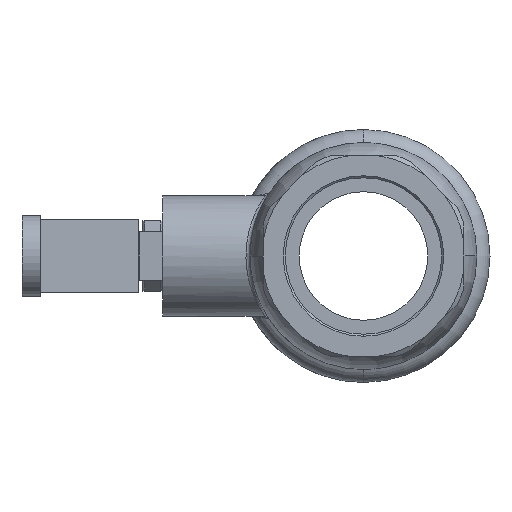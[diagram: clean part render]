
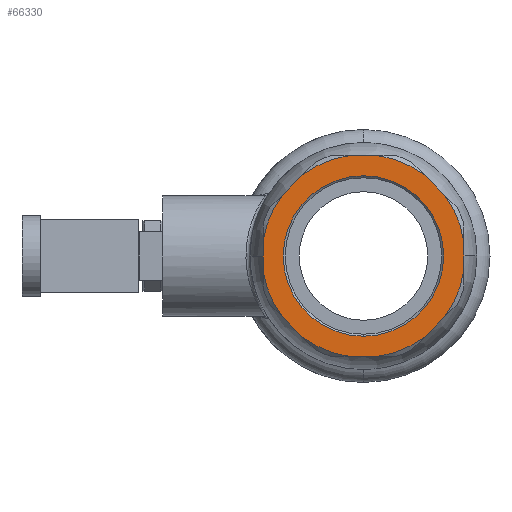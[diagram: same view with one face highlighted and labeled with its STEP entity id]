
A CAD part, left-side view. The second image highlights one B-rep face of the part: STEP entity #66330.
In plain terms, the highlighted face is planar.
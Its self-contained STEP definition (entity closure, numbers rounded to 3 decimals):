
#54730=CARTESIAN_POINT('',(-20.184,-47.5,15.171));
#54740=VERTEX_POINT('',#54730);
#54770=CARTESIAN_POINT('',(0.,-47.5,0.));
#54780=DIRECTION('',(0.,1.,0.));
#54790=DIRECTION('',(0.,0.,1.));
#54800=AXIS2_PLACEMENT_3D('',#54770,#54780,#54790);
#54810=CIRCLE('',#54800,25.25);
#54820=CARTESIAN_POINT('',(-25.,-47.5,3.544));
#54830=VERTEX_POINT('',#54820);
#54840=EDGE_CURVE('',#54830,#54740,#54810,.T.);
#62390=CARTESIAN_POINT('',(-20.184,-47.5,-15.171));
#62400=VERTEX_POINT('',#62390);
#62430=CARTESIAN_POINT('',(-25.,-47.5,-10.355));
#62440=DIRECTION('',(0.707,0.,-0.707));
#62450=VECTOR('',#62440,1000.);
#62460=LINE('',#62430,#62450);
#62470=CARTESIAN_POINT('',(-15.171,-47.5,-20.184));
#62480=VERTEX_POINT('',#62470);
#62490=EDGE_CURVE('',#62400,#62480,#62460,.T.);
#64570=CARTESIAN_POINT('',(-25.,-47.5,10.355));
#64580=DIRECTION('',(0.,0.,-1.));
#64590=VECTOR('',#64580,1000.);
#64600=LINE('',#64570,#64590);
#64610=CARTESIAN_POINT('',(-25.,-47.5,-3.544));
#64620=VERTEX_POINT('',#64610);
#64630=EDGE_CURVE('',#54830,#64620,#64600,.T.);
#64970=CARTESIAN_POINT('',(0.,-47.5,0.));
#64980=DIRECTION('',(0.,1.,0.));
#64990=DIRECTION('',(0.,0.,1.));
#65000=AXIS2_PLACEMENT_3D('',#64970,#64980,#64990);
#65010=PLANE('',#65000);
#65020=CARTESIAN_POINT('',(0.,-47.5,
0.));
#65030=DIRECTION('',(0.,1.,0.));
#65040=DIRECTION('',(0.,0.,1.));
#65050=AXIS2_PLACEMENT_3D('',#65020,#65030,#65040);
#65060=CIRCLE('',#65050,19.976);
#65070=CARTESIAN_POINT('',(19.976,-47.5,0.));
#65080=VERTEX_POINT('',#65070);
#65090=CARTESIAN_POINT('',(-19.976,-47.5,0.));
#65100=VERTEX_POINT('',#65090);
#65110=EDGE_CURVE('',#65080,#65100,#65060,.T.);
#65120=ORIENTED_EDGE('',*,*,#65110,.T.);
#65130=CARTESIAN_POINT('',(0.,-47.5,19.976));
#65140=VERTEX_POINT('',#65130);
#65150=EDGE_CURVE('',#65140,#65080,#65060,.T.);
#65160=ORIENTED_EDGE('',*,*,#65150,.T.);
#65170=EDGE_CURVE('',#65100,#65140,#65060,.T.);
#65180=ORIENTED_EDGE('',*,*,#65170,.T.);
#65190=EDGE_LOOP('',(#65180,#65160,#65120));
#65200=FACE_BOUND('',#65190,.T.);
#65210=CARTESIAN_POINT('',(0.,-47.5,0.));
#65220=DIRECTION('',(0.,1.,0.));
#65230=DIRECTION('',(0.,0.,1.));
#65240=AXIS2_PLACEMENT_3D('',#65210,#65220,#65230);
#65250=CIRCLE('',#65240,25.25);
#65260=CARTESIAN_POINT('',(20.184,-47.5,15.171));
#65270=VERTEX_POINT('',#65260);
#65280=CARTESIAN_POINT('',(25.,-47.5,3.544));
#65290=VERTEX_POINT('',#65280);
#65300=EDGE_CURVE('',#65270,#65290,#65250,.T.);
#65310=ORIENTED_EDGE('',*,*,#65300,.F.);
#65320=CARTESIAN_POINT('',(25.,-47.5,-10.355));
#65330=DIRECTION('',(0.,0.,1.));
#65340=VECTOR('',#65330,1000.);
#65350=LINE('',#65320,#65340);
#65360=CARTESIAN_POINT('',(25.,-47.5,-3.544));
#65370=VERTEX_POINT('',#65360);
#65380=EDGE_CURVE('',#65370,#65290,#65350,.T.);
#65390=ORIENTED_EDGE('',*,*,#65380,.T.);
#65400=CARTESIAN_POINT('',(0.,-47.5,0.));
#65410=DIRECTION('',(0.,1.,0.));
#65420=DIRECTION('',(0.,0.,1.));
#65430=AXIS2_PLACEMENT_3D('',#65400,#65410,#65420);
#65440=CIRCLE('',#65430,25.25);
#65450=CARTESIAN_POINT('',(20.184,-47.5,-15.171));
#65460=VERTEX_POINT('',#65450);
#65470=EDGE_CURVE('',#65370,#65460,#65440,.T.);
#65480=ORIENTED_EDGE('',*,*,#65470,.F.);
#65490=CARTESIAN_POINT('',(10.355,-47.5,-25.));
#65500=DIRECTION('',(0.707,0.,0.707));
#65510=VECTOR('',#65500,1000.);
#65520=LINE('',#65490,#65510);
#65530=CARTESIAN_POINT('',(15.171,-47.5,-20.184));
#65540=VERTEX_POINT('',#65530);
#65550=EDGE_CURVE('',#65540,#65460,#65520,.T.);
#65560=ORIENTED_EDGE('',*,*,#65550,.T.);
#65570=CARTESIAN_POINT('',(0.,-47.5,0.));
#65580=DIRECTION('',(0.,1.,0.));
#65590=DIRECTION('',(0.,0.,1.));
#65600=AXIS2_PLACEMENT_3D('',#65570,#65580,#65590);
#65610=CIRCLE('',#65600,25.25);
#65620=CARTESIAN_POINT('',(3.544,-47.5,-25.));
#65630=VERTEX_POINT('',#65620);
#65640=EDGE_CURVE('',#65540,#65630,#65610,.T.);
#65650=ORIENTED_EDGE('',*,*,#65640,.F.);
#65660=CARTESIAN_POINT('',(-10.355,-47.5,-25.));
#65670=DIRECTION('',(1.,0.,0.));
#65680=VECTOR('',#65670,1000.);
#65690=LINE('',#65660,#65680);
#65700=CARTESIAN_POINT('',(-3.544,-47.5,-25.));
#65710=VERTEX_POINT('',#65700);
#65720=EDGE_CURVE('',#65710,#65630,#65690,.T.);
#65730=ORIENTED_EDGE('',*,*,#65720,.T.);
#65740=CARTESIAN_POINT('',(0.,-47.5,0.));
#65750=DIRECTION('',(0.,1.,0.));
#65760=DIRECTION('',(0.,0.,1.));
#65770=AXIS2_PLACEMENT_3D('',#65740,#65750,#65760);
#65780=CIRCLE('',#65770,25.25);
#65790=EDGE_CURVE('',#65710,#62480,#65780,.T.);
#65800=ORIENTED_EDGE('',*,*,#65790,.F.);
#65810=ORIENTED_EDGE('',*,*,#62490,.T.);
#65820=CARTESIAN_POINT('',(0.,-47.5,0.));
#65830=DIRECTION('',(0.,1.,0.));
#65840=DIRECTION('',(0.,0.,1.));
#65850=AXIS2_PLACEMENT_3D('',#65820,#65830,#65840);
#65860=CIRCLE('',#65850,25.25);
#65870=EDGE_CURVE('',#62400,#64620,#65860,.T.);
#65880=ORIENTED_EDGE('',*,*,#65870,.F.);
#65890=ORIENTED_EDGE('',*,*,#64630,.T.);
#65900=ORIENTED_EDGE('',*,*,#54840,.F.);
#65910=CARTESIAN_POINT('',(-10.355,-47.5,25.));
#65920=DIRECTION('',(-0.707,0.,-0.707));
#65930=VECTOR('',#65920,1000.);
#65940=LINE('',#65910,#65930);
#65950=CARTESIAN_POINT('',(-15.171,-47.5,20.184));
#65960=VERTEX_POINT('',#65950);
#65970=EDGE_CURVE('',#65960,#54740,#65940,.T.);
#65980=ORIENTED_EDGE('',*,*,#65970,.T.);
#65990=CARTESIAN_POINT('',(0.,-47.5,0.));
#66000=DIRECTION('',(0.,1.,0.));
#66010=DIRECTION('',(0.,0.,1.));
#66020=AXIS2_PLACEMENT_3D('',#65990,#66000,#66010);
#66030=CIRCLE('',#66020,25.25);
#66040=CARTESIAN_POINT('',(-3.544,-47.5,25.));
#66050=VERTEX_POINT('',#66040);
#66060=EDGE_CURVE('',#65960,#66050,#66030,.T.);
#66070=ORIENTED_EDGE('',*,*,#66060,.F.);
#66080=CARTESIAN_POINT('',(10.355,-47.5,25.));
#66090=DIRECTION('',(-1.,0.,0.));
#66100=VECTOR('',#66090,1000.);
#66110=LINE('',#66080,#66100);
#66120=CARTESIAN_POINT('',(3.544,-47.5,25.));
#66130=VERTEX_POINT('',#66120);
#66140=EDGE_CURVE('',#66130,#66050,#66110,.T.);
#66150=ORIENTED_EDGE('',*,*,#66140,.T.);
#66160=CARTESIAN_POINT('',(0.,-47.5,0.));
#66170=DIRECTION('',(0.,1.,0.));
#66180=DIRECTION('',(0.,0.,1.));
#66190=AXIS2_PLACEMENT_3D('',#66160,#66170,#66180);
#66200=CIRCLE('',#66190,25.25);
#66210=CARTESIAN_POINT('',(15.171,-47.5,20.184));
#66220=VERTEX_POINT('',#66210);
#66230=EDGE_CURVE('',#66130,#66220,#66200,.T.);
#66240=ORIENTED_EDGE('',*,*,#66230,.F.);
#66250=CARTESIAN_POINT('',(25.,-47.5,10.355));
#66260=DIRECTION('',(-0.707,0.,0.707));
#66270=VECTOR('',#66260,1000.);
#66280=LINE('',#66250,#66270);
#66290=EDGE_CURVE('',#65270,#66220,#66280,.T.);
#66300=ORIENTED_EDGE('',*,*,#66290,.T.);
#66310=EDGE_LOOP('',(#66300,#66240,#66150,#66070,#65980,#65900,#65890,
#65880,#65810,#65800,#65730,#65650,#65560,#65480,#65390,#65310));
#66320=FACE_OUTER_BOUND('',#66310,.T.);
#66330=ADVANCED_FACE('',(#65200,#66320),#65010,.F.);
